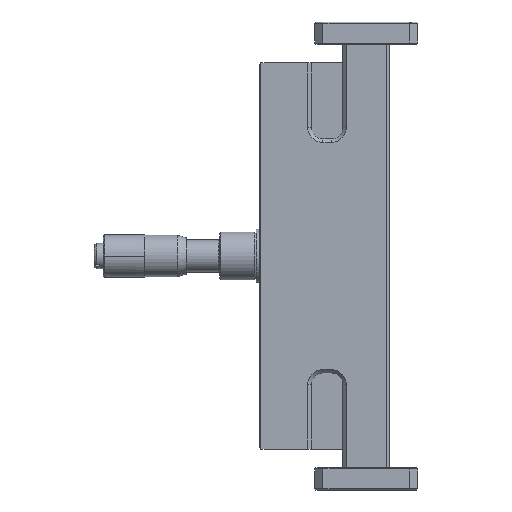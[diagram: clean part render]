
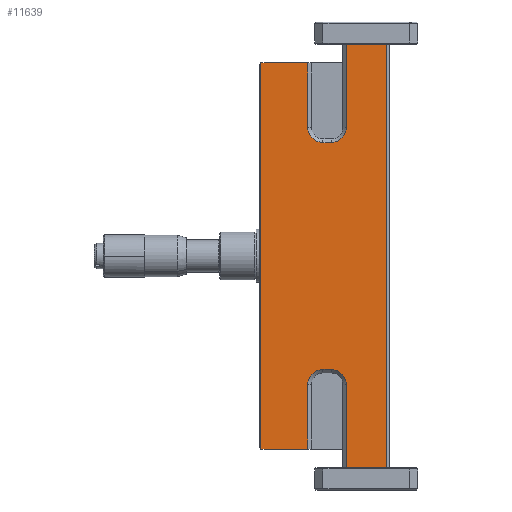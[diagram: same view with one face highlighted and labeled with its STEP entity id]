
A CAD part, left-side view. The second image highlights one B-rep face of the part: STEP entity #11639.
In plain terms, the highlighted planar face has unit normal (-1, 0, 0).
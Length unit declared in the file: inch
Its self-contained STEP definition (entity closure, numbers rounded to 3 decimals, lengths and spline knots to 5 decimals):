
#169 = ORIENTED_EDGE ( 'NONE', *, *, #4962, .F. ) ;
#194 = CARTESIAN_POINT ( 'NONE',  ( -0.3, 0.5, 1.1 ) ) ;
#203 = LINE ( 'NONE', #14434, #6643 ) ;
#237 = CIRCLE ( 'NONE', #8935, 0.13 ) ;
#353 = DIRECTION ( 'NONE',  ( 0., -1., 0. ) ) ;
#737 = AXIS2_PLACEMENT_3D ( 'NONE', #11646, #4430, #3356 ) ;
#896 = ORIENTED_EDGE ( 'NONE', *, *, #12032, .T. ) ;
#900 = CARTESIAN_POINT ( 'NONE',  ( -0.3, 0.3, 1.1 ) ) ;
#922 = VECTOR ( 'NONE', #10338, 39.37008 ) ;
#952 = VECTOR ( 'NONE', #2297, 39.37008 ) ;
#980 = CARTESIAN_POINT ( 'NONE',  ( -0.3, 0.5, 1.65 ) ) ;
#1221 = LINE ( 'NONE', #7112, #10459 ) ;
#1346 = EDGE_LOOP ( 'NONE', ( #11616, #6212, #11598, #5926, #2526, #9143, #896, #10352, #169, #11359, #4674, #4905, #10194, #11058, #9550, #10598 ) ) ;
#1465 = VERTEX_POINT ( 'NONE', #5167 ) ;
#1487 = CIRCLE ( 'NONE', #737, 0.13 ) ;
#1538 = LINE ( 'NONE', #3944, #13673 ) ;
#1803 = CARTESIAN_POINT ( 'NONE',  ( -0.3, 0.17, 1.81 ) ) ;
#1897 = VERTEX_POINT ( 'NONE', #4572 ) ;
#2035 = VECTOR ( 'NONE', #14835, 39.37008 ) ;
#2115 = CARTESIAN_POINT ( 'NONE',  ( -0.3, 0.3, -0.97 ) ) ;
#2139 = CARTESIAN_POINT ( 'NONE',  ( -0.3, 0.17, -1.1 ) ) ;
#2266 = DIRECTION ( 'NONE',  ( 0., 0., 1. ) ) ;
#2272 = EDGE_CURVE ( 'NONE', #1465, #11137, #12281, .T. ) ;
#2297 = DIRECTION ( 'NONE',  ( 0., 0., -1. ) ) ;
#2361 = CARTESIAN_POINT ( 'NONE',  ( -0.3, 0.3, 0.97 ) ) ;
#2519 = DIRECTION ( 'NONE',  ( 0., 1., 0. ) ) ;
#2526 = ORIENTED_EDGE ( 'NONE', *, *, #10112, .T. ) ;
#2651 = DIRECTION ( 'NONE',  ( 0., -1., 0. ) ) ;
#3092 = DIRECTION ( 'NONE',  ( 0., 1., 0. ) ) ;
#3094 = AXIS2_PLACEMENT_3D ( 'NONE', #900, #13727, #9202 ) ;
#3100 = DIRECTION ( 'NONE',  ( 0., 0., 1. ) ) ;
#3220 = EDGE_CURVE ( 'NONE', #12533, #8967, #4320, .T. ) ;
#3356 = DIRECTION ( 'NONE',  ( 0., 0., -1. ) ) ;
#3623 = VERTEX_POINT ( 'NONE', #10646 ) ;
#3811 = EDGE_CURVE ( 'NONE', #10755, #1465, #12429, .T. ) ;
#3944 = CARTESIAN_POINT ( 'NONE',  ( -0.3, -0.2, -0.97 ) ) ;
#4173 = CARTESIAN_POINT ( 'NONE',  ( -0.3, -0.17, -1.81 ) ) ;
#4219 = AXIS2_PLACEMENT_3D ( 'NONE', #14539, #7466, #13371 ) ;
#4225 = VERTEX_POINT ( 'NONE', #4173 ) ;
#4320 = LINE ( 'NONE', #9042, #9977 ) ;
#4430 = DIRECTION ( 'NONE',  ( 1., 0., 0. ) ) ;
#4549 = VECTOR ( 'NONE', #2519, 39.37008 ) ;
#4572 = CARTESIAN_POINT ( 'NONE',  ( -0.3, 0.17, 1.1 ) ) ;
#4674 = ORIENTED_EDGE ( 'NONE', *, *, #2272, .T. ) ;
#4677 = VERTEX_POINT ( 'NONE', #2115 ) ;
#4695 = VERTEX_POINT ( 'NONE', #1803 ) ;
#4905 = ORIENTED_EDGE ( 'NONE', *, *, #13621, .T. ) ;
#4962 = EDGE_CURVE ( 'NONE', #10755, #11121, #203, .T. ) ;
#5016 = CARTESIAN_POINT ( 'NONE',  ( -0.3, 0.9, 1.65 ) ) ;
#5108 = EDGE_CURVE ( 'NONE', #11459, #3623, #13747, .T. ) ;
#5167 = CARTESIAN_POINT ( 'NONE',  ( -0.3, 0.9, -1.65 ) ) ;
#5246 = CARTESIAN_POINT ( 'NONE',  ( -0.3, 0.37, 1.1 ) ) ;
#5338 = DIRECTION ( 'NONE',  ( 0., 0., -1. ) ) ;
#5414 = LINE ( 'NONE', #10171, #13990 ) ;
#5576 = DIRECTION ( 'NONE',  ( 1., 0., 0. ) ) ;
#5796 = CIRCLE ( 'NONE', #3094, 0.13 ) ;
#5926 = ORIENTED_EDGE ( 'NONE', *, *, #8422, .T. ) ;
#5970 = VERTEX_POINT ( 'NONE', #12087 ) ;
#6212 = ORIENTED_EDGE ( 'NONE', *, *, #10059, .T. ) ;
#6263 = LINE ( 'NONE', #11011, #9022 ) ;
#6573 = DIRECTION ( 'NONE',  ( 1., 0., 0. ) ) ;
#6643 = VECTOR ( 'NONE', #2651, 39.37008 ) ;
#7112 = CARTESIAN_POINT ( 'NONE',  ( -0.3, 0.5, -2. ) ) ;
#7115 = VERTEX_POINT ( 'NONE', #10579 ) ;
#7367 = EDGE_CURVE ( 'NONE', #4677, #11459, #14638, .T. ) ;
#7466 = DIRECTION ( 'NONE',  ( 1., 0., 0. ) ) ;
#7499 = EDGE_CURVE ( 'NONE', #11930, #11121, #1221, .T. ) ;
#7647 = EDGE_CURVE ( 'NONE', #7115, #4677, #1538, .T. ) ;
#7827 = CARTESIAN_POINT ( 'NONE',  ( -0.3, 0.17, -2. ) ) ;
#7938 = AXIS2_PLACEMENT_3D ( 'NONE', #14987, #5576, #5338 ) ;
#8269 = CARTESIAN_POINT ( 'NONE',  ( -0.3, 0.5, -1.65 ) ) ;
#8399 = LINE ( 'NONE', #13136, #4549 ) ;
#8422 = EDGE_CURVE ( 'NONE', #4695, #1897, #13352, .T. ) ;
#8541 = CARTESIAN_POINT ( 'NONE',  ( -0.3, 0.17, -2. ) ) ;
#8730 = VERTEX_POINT ( 'NONE', #13962 ) ;
#8935 = AXIS2_PLACEMENT_3D ( 'NONE', #5246, #6573, #13655 ) ;
#8967 = VERTEX_POINT ( 'NONE', #12470 ) ;
#9022 = VECTOR ( 'NONE', #3100, 39.37008 ) ;
#9042 = CARTESIAN_POINT ( 'NONE',  ( -0.3, -0.2, 0.97 ) ) ;
#9143 = ORIENTED_EDGE ( 'NONE', *, *, #3220, .T. ) ;
#9202 = DIRECTION ( 'NONE',  ( 0., 0., -1. ) ) ;
#9273 = EDGE_CURVE ( 'NONE', #5970, #4695, #8399, .T. ) ;
#9447 = DIRECTION ( 'NONE',  ( 0., 0., 1. ) ) ;
#9550 = ORIENTED_EDGE ( 'NONE', *, *, #7367, .T. ) ;
#9977 = VECTOR ( 'NONE', #3092, 39.37008 ) ;
#10059 = EDGE_CURVE ( 'NONE', #4225, #5970, #6263, .T. ) ;
#10112 = EDGE_CURVE ( 'NONE', #1897, #12533, #5796, .T. ) ;
#10171 = CARTESIAN_POINT ( 'NONE',  ( -0.3, -0.2, -1.81 ) ) ;
#10173 = CARTESIAN_POINT ( 'NONE',  ( -0.3, 0.9, -2. ) ) ;
#10194 = ORIENTED_EDGE ( 'NONE', *, *, #11741, .T. ) ;
#10338 = DIRECTION ( 'NONE',  ( 0., 0., -1. ) ) ;
#10352 = ORIENTED_EDGE ( 'NONE', *, *, #7499, .T. ) ;
#10459 = VECTOR ( 'NONE', #9447, 39.37008 ) ;
#10486 = VECTOR ( 'NONE', #14447, 39.37008 ) ;
#10579 = CARTESIAN_POINT ( 'NONE',  ( -0.3, 0.37, -0.97 ) ) ;
#10598 = ORIENTED_EDGE ( 'NONE', *, *, #5108, .T. ) ;
#10646 = CARTESIAN_POINT ( 'NONE',  ( -0.3, 0.17, -1.81 ) ) ;
#10664 = EDGE_CURVE ( 'NONE', #3623, #4225, #5414, .T. ) ;
#10728 = CARTESIAN_POINT ( 'NONE',  ( -0.3, 0.5, -1.1 ) ) ;
#10755 = VERTEX_POINT ( 'NONE', #5016 ) ;
#10976 = FACE_OUTER_BOUND ( 'NONE', #1346, .T. ) ;
#11011 = CARTESIAN_POINT ( 'NONE',  ( -0.3, -0.17, -2. ) ) ;
#11058 = ORIENTED_EDGE ( 'NONE', *, *, #7647, .T. ) ;
#11121 = VERTEX_POINT ( 'NONE', #980 ) ;
#11137 = VERTEX_POINT ( 'NONE', #8269 ) ;
#11194 = CARTESIAN_POINT ( 'NONE',  ( -0.3, 0.91, -1.65 ) ) ;
#11359 = ORIENTED_EDGE ( 'NONE', *, *, #3811, .T. ) ;
#11459 = VERTEX_POINT ( 'NONE', #2139 ) ;
#11598 = ORIENTED_EDGE ( 'NONE', *, *, #9273, .T. ) ;
#11616 = ORIENTED_EDGE ( 'NONE', *, *, #10664, .T. ) ;
#11639 = ADVANCED_FACE ( 'NONE', ( #10976 ), #12065, .F. ) ;
#11646 = CARTESIAN_POINT ( 'NONE',  ( -0.3, 0.37, -1.1 ) ) ;
#11741 = EDGE_CURVE ( 'NONE', #8730, #7115, #1487, .T. ) ;
#11930 = VERTEX_POINT ( 'NONE', #194 ) ;
#11936 = VECTOR ( 'NONE', #2266, 39.37008 ) ;
#11968 = LINE ( 'NONE', #10728, #11936 ) ;
#12032 = EDGE_CURVE ( 'NONE', #8967, #11930, #237, .T. ) ;
#12065 = PLANE ( 'NONE',  #4219 ) ;
#12087 = CARTESIAN_POINT ( 'NONE',  ( -0.3, -0.17, 1.81 ) ) ;
#12281 = LINE ( 'NONE', #11194, #2035 ) ;
#12429 = LINE ( 'NONE', #10173, #922 ) ;
#12470 = CARTESIAN_POINT ( 'NONE',  ( -0.3, 0.37, 0.97 ) ) ;
#12533 = VERTEX_POINT ( 'NONE', #2361 ) ;
#13136 = CARTESIAN_POINT ( 'NONE',  ( -0.3, -0.2, 1.81 ) ) ;
#13352 = LINE ( 'NONE', #8541, #10486 ) ;
#13371 = DIRECTION ( 'NONE',  ( 0., 0., -1. ) ) ;
#13621 = EDGE_CURVE ( 'NONE', #11137, #8730, #11968, .T. ) ;
#13655 = DIRECTION ( 'NONE',  ( 0., 0., -1. ) ) ;
#13673 = VECTOR ( 'NONE', #353, 39.37008 ) ;
#13727 = DIRECTION ( 'NONE',  ( 1., 0., 0. ) ) ;
#13747 = LINE ( 'NONE', #7827, #952 ) ;
#13962 = CARTESIAN_POINT ( 'NONE',  ( -0.3, 0.5, -1.1 ) ) ;
#13990 = VECTOR ( 'NONE', #14907, 39.37008 ) ;
#14434 = CARTESIAN_POINT ( 'NONE',  ( -0.3, 0.91, 1.65 ) ) ;
#14447 = DIRECTION ( 'NONE',  ( 0., 0., -1. ) ) ;
#14539 = CARTESIAN_POINT ( 'NONE',  ( -0.3, -0.2, -2. ) ) ;
#14638 = CIRCLE ( 'NONE', #7938, 0.13 ) ;
#14835 = DIRECTION ( 'NONE',  ( 0., -1., 0. ) ) ;
#14907 = DIRECTION ( 'NONE',  ( 0., -1., 0. ) ) ;
#14987 = CARTESIAN_POINT ( 'NONE',  ( -0.3, 0.3, -1.1 ) ) ;
